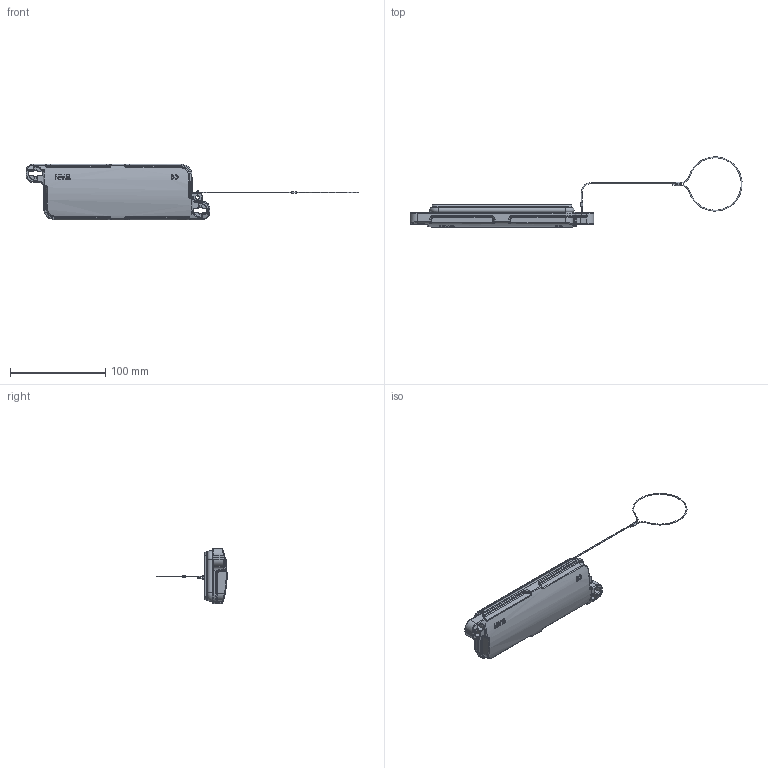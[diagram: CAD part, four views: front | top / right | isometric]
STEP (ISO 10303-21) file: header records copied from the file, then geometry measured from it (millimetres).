
FILE_DESCRIPTION(/* description */ (''),/* implementation_level */ '2;1');
FILE_NAME(/* name */ '3D_1136240408101_HP24B_H-MCV-2T_1_V1.1.stp',/* time_stamp */ '2024-02-04T16:14:15+08:00',/* author */ (''),/* organization */ (''),/* preprocessor_version */ 'ST-DEVELOPER v18.1',/* originating_system */ 'SIEMENS PLM Software NX 1980',/* authorisation */ '');
FILE_SCHEMA (('AUTOMOTIVE_DESIGN { 1 0 10303 214 3 1 1 1 }'));
Length unit declared in the file: millimetre
Products named in the file (1): 3D_1136240408101_HP24B_H-MCV-2T_1_V1.0_stp
Bounding box: 348.67 x 73.69 x 58 mm (x, y, z)
Volume: 58229.6 mm3; surface area: 38041.8 mm2
Topology: 1 solids, 1 shells, 543 faces, 1371 edges, 821 vertices
Faces by surface type: cylinder 186, plane 152, torus 110, bspline 63, sphere 20, cone 10, revolution 2
Entity records: 20734 total; most frequent: CARTESIAN_POINT 8977, ORIENTED_EDGE 2704, DIRECTION 2098, EDGE_CURVE 1352, AXIS2_PLACEMENT_3D 848, VERTEX_POINT 821, B_SPLINE_CURVE_WITH_KNOTS 566, EDGE_LOOP 563
